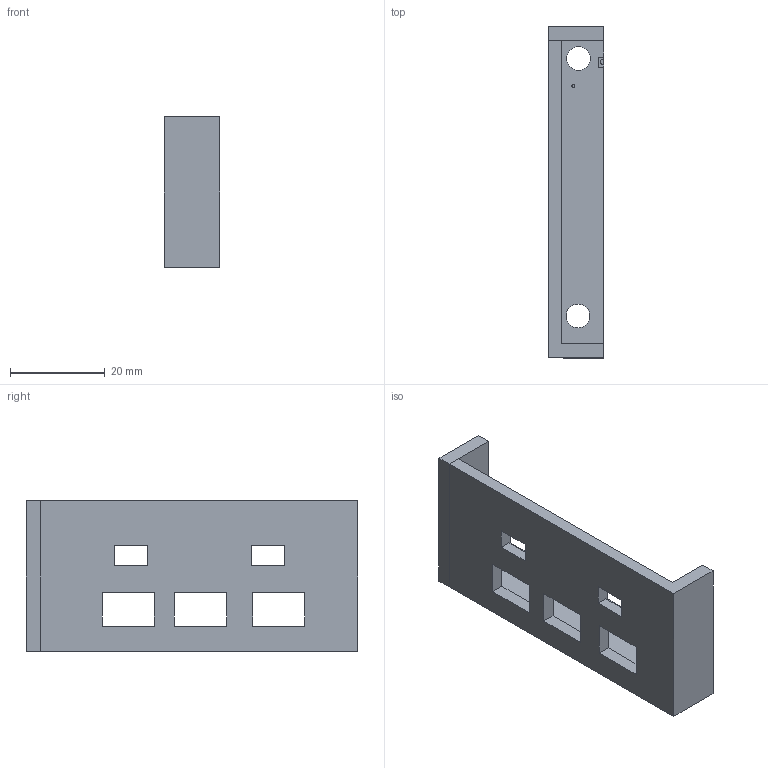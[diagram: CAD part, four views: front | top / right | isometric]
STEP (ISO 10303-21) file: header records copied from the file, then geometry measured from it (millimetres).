
FILE_DESCRIPTION(/* description */ (''),/* implementation_level */ '2;1');
FILE_NAME(/* name */ 'TEST SIDE v1.step',/* time_stamp */ '2024-08-20T15:31:22-07:00',/* author */ (''),/* organization */ (''),/* preprocessor_version */ 'ST-DEVELOPER v20',/* originating_system */ 'Autodesk Translation Framework v13.14.0.145',/* authorisation */ '');
FILE_SCHEMA (('AUTOMOTIVE_DESIGN { 1 0 10303 214 3 1 1 }'));
Length unit declared in the file: millimetre
Products named in the file (1): Water Testing Box
Bounding box: 11.76 x 69.9 x 31.7 mm (x, y, z)
Volume: 8545.6 mm3; surface area: 7370.9 mm2
Topology: 1 solids, 1 shells, 49 faces, 138 edges, 92 vertices
Faces by surface type: plane 45, cylinder 4
Full cylindrical faces by diameter (mm): 0.66 x1, 5 x2
Entity records: 1631 total; most frequent: CARTESIAN_POINT 280, ORIENTED_EDGE 276, DIRECTION 246, EDGE_CURVE 138, LINE 130, VECTOR 130, VERTEX_POINT 92, EDGE_LOOP 64
